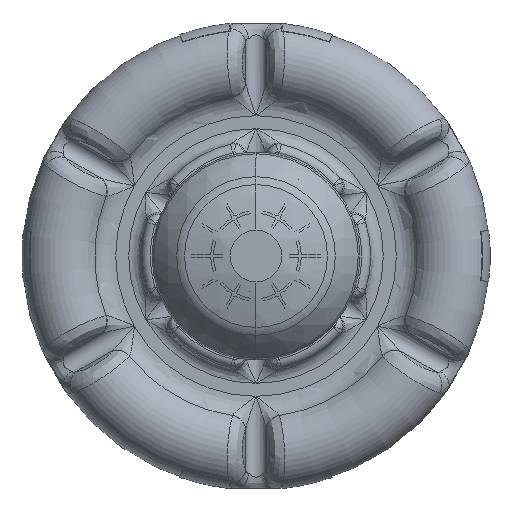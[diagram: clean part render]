
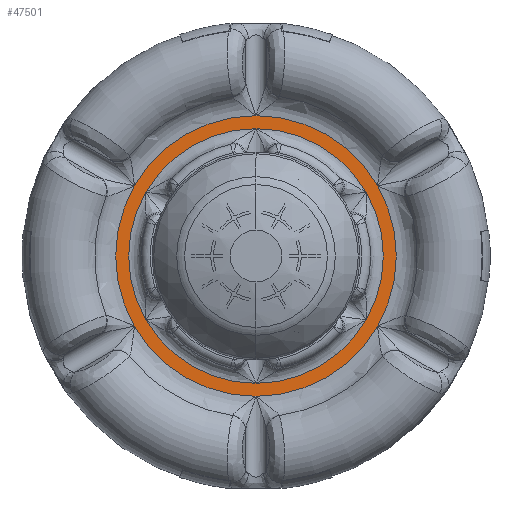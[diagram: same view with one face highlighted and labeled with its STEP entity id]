
A CAD part, front view. The second image highlights one B-rep face of the part: STEP entity #47501.
In plain terms, the highlighted planar face has unit normal (0, -1, 0).
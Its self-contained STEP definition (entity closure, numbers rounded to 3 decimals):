
#465 = EDGE_CURVE ( 'NONE', #49828, #35517, #9082, .T. ) ;
#523 = DIRECTION ( 'NONE',  ( 0., 0., 1. ) ) ;
#1442 = CARTESIAN_POINT ( 'NONE',  ( 0., 19.228, 137.16 ) ) ;
#1965 = CARTESIAN_POINT ( 'NONE',  ( 0., 19.228, 124.46 ) ) ;
#3235 = CARTESIAN_POINT ( 'NONE',  ( 118.784, 19.228, 68.58 ) ) ;
#3310 = DIRECTION ( 'NONE',  ( 0.866, 0., 0.5 ) ) ;
#3375 = VERTEX_POINT ( 'NONE', #23876 ) ;
#3587 = EDGE_CURVE ( 'NONE', #35517, #59388, #65289, .T. ) ;
#3635 = DIRECTION ( 'NONE',  ( 0., -1., 0. ) ) ;
#5835 = CARTESIAN_POINT ( 'NONE',  ( 0., 19.228, 0. ) ) ;
#6951 = CARTESIAN_POINT ( 'NONE',  ( 107.786, 19.228, 62.23 ) ) ;
#7341 = DIRECTION ( 'NONE',  ( 0., -1., 0. ) ) ;
#7988 = DIRECTION ( 'NONE',  ( 0., -1., 0. ) ) ;
#8178 = EDGE_CURVE ( 'NONE', #19091, #31193, #32935, .T. ) ;
#9082 = CIRCLE ( 'NONE', #52624, 137.16 ) ;
#9931 = AXIS2_PLACEMENT_3D ( 'NONE', #29579, #29907, #48874 ) ;
#9949 = CARTESIAN_POINT ( 'NONE',  ( 0., 19.228, 0. ) ) ;
#11027 = VERTEX_POINT ( 'NONE', #25152 ) ;
#11196 = VERTEX_POINT ( 'NONE', #52721 ) ;
#11330 = EDGE_CURVE ( 'NONE', #37960, #11027, #46274, .T. ) ;
#11873 = VERTEX_POINT ( 'NONE', #29138 ) ;
#12257 = EDGE_LOOP ( 'NONE', ( #34122, #14042, #54989, #20475, #42489, #49240 ) ) ;
#14042 = ORIENTED_EDGE ( 'NONE', *, *, #8178, .T. ) ;
#15335 = AXIS2_PLACEMENT_3D ( 'NONE', #17623, #7341, #32922 ) ;
#15659 = DIRECTION ( 'NONE',  ( 0., -1., 0. ) ) ;
#16004 = DIRECTION ( 'NONE',  ( 0., -1., 0. ) ) ;
#16007 = CARTESIAN_POINT ( 'NONE',  ( 0., 19.228, 0. ) ) ;
#16582 = CARTESIAN_POINT ( 'NONE',  ( 118.784, 19.228, -68.58 ) ) ;
#17623 = CARTESIAN_POINT ( 'NONE',  ( 0., 19.228, 0. ) ) ;
#17782 = CARTESIAN_POINT ( 'NONE',  ( 0., 19.228, -137.16 ) ) ;
#18603 = CARTESIAN_POINT ( 'NONE',  ( 0., 19.228, 0. ) ) ;
#19091 = VERTEX_POINT ( 'NONE', #1442 ) ;
#19366 = DIRECTION ( 'NONE',  ( 0., 0., -1. ) ) ;
#19785 = DIRECTION ( 'NONE',  ( 0.866, 0., 0.5 ) ) ;
#20475 = ORIENTED_EDGE ( 'NONE', *, *, #59056, .T. ) ;
#21966 = ORIENTED_EDGE ( 'NONE', *, *, #59049, .F. ) ;
#22353 = AXIS2_PLACEMENT_3D ( 'NONE', #51845, #36561, #47519 ) ;
#22755 = CIRCLE ( 'NONE', #15335, 137.16 ) ;
#23077 = CIRCLE ( 'NONE', #63409, 124.46 ) ;
#23567 = EDGE_LOOP ( 'NONE', ( #60460, #47176, #55928, #21966, #45881, #31251 ) ) ;
#23739 = AXIS2_PLACEMENT_3D ( 'NONE', #44638, #45286, #19366 ) ;
#23876 = CARTESIAN_POINT ( 'NONE',  ( -107.786, 19.228, -62.23 ) ) ;
#25152 = CARTESIAN_POINT ( 'NONE',  ( -107.786, 19.228, 62.23 ) ) ;
#25401 = VERTEX_POINT ( 'NONE', #6951 ) ;
#25838 = CIRCLE ( 'NONE', #9931, 137.16 ) ;
#25987 = FACE_BOUND ( 'NONE', #23567, .T. ) ;
#26052 = VERTEX_POINT ( 'NONE', #51927 ) ;
#26952 = CIRCLE ( 'NONE', #23739, 137.16 ) ;
#29138 = CARTESIAN_POINT ( 'NONE',  ( 0., 19.228, -124.46 ) ) ;
#29201 = CARTESIAN_POINT ( 'NONE',  ( 0., 19.228, 0. ) ) ;
#29579 = CARTESIAN_POINT ( 'NONE',  ( 0., 19.228, 0. ) ) ;
#29907 = DIRECTION ( 'NONE',  ( 0., -1., 0. ) ) ;
#30039 = CIRCLE ( 'NONE', #36420, 124.46 ) ;
#30065 = CARTESIAN_POINT ( 'NONE',  ( 0., 19.228, 0. ) ) ;
#31193 = VERTEX_POINT ( 'NONE', #57586 ) ;
#31251 = ORIENTED_EDGE ( 'NONE', *, *, #42766, .F. ) ;
#31417 = DIRECTION ( 'NONE',  ( 0., -1., 0. ) ) ;
#31437 = AXIS2_PLACEMENT_3D ( 'NONE', #35927, #15659, #40574 ) ;
#32922 = DIRECTION ( 'NONE',  ( 0.866, 0., -0.5 ) ) ;
#32935 = CIRCLE ( 'NONE', #22353, 137.16 ) ;
#34122 = ORIENTED_EDGE ( 'NONE', *, *, #64608, .T. ) ;
#34749 = EDGE_CURVE ( 'NONE', #26052, #25401, #54483, .T. ) ;
#35517 = VERTEX_POINT ( 'NONE', #16582 ) ;
#35927 = CARTESIAN_POINT ( 'NONE',  ( 0., 19.228, 0. ) ) ;
#36268 = DIRECTION ( 'NONE',  ( 0., 0., -1. ) ) ;
#36379 = DIRECTION ( 'NONE',  ( 0.866, 0., -0.5 ) ) ;
#36420 = AXIS2_PLACEMENT_3D ( 'NONE', #30065, #41350, #36379 ) ;
#36561 = DIRECTION ( 'NONE',  ( 0., -1., 0. ) ) ;
#37532 = DIRECTION ( 'NONE',  ( 0., -1., 0. ) ) ;
#37960 = VERTEX_POINT ( 'NONE', #1965 ) ;
#38153 = CIRCLE ( 'NONE', #64654, 124.46 ) ;
#38653 = AXIS2_PLACEMENT_3D ( 'NONE', #46378, #31417, #523 ) ;
#38957 = EDGE_CURVE ( 'NONE', #25401, #37960, #23077, .T. ) ;
#40574 = DIRECTION ( 'NONE',  ( 0., 0., -1. ) ) ;
#40752 = AXIS2_PLACEMENT_3D ( 'NONE', #18603, #7988, #3310 ) ;
#41243 = PLANE ( 'NONE',  #50957 ) ;
#41350 = DIRECTION ( 'NONE',  ( 0., -1., 0. ) ) ;
#41369 = DIRECTION ( 'NONE',  ( 0., -1., 0. ) ) ;
#42489 = ORIENTED_EDGE ( 'NONE', *, *, #465, .T. ) ;
#42766 = EDGE_CURVE ( 'NONE', #11027, #3375, #38153, .T. ) ;
#44176 = DIRECTION ( 'NONE',  ( 0., 0., 1. ) ) ;
#44638 = CARTESIAN_POINT ( 'NONE',  ( 0., 19.228, 0. ) ) ;
#44855 = DIRECTION ( 'NONE',  ( 0., -1., 0. ) ) ;
#45286 = DIRECTION ( 'NONE',  ( 0., -1., 0. ) ) ;
#45881 = ORIENTED_EDGE ( 'NONE', *, *, #63324, .F. ) ;
#46256 = FACE_OUTER_BOUND ( 'NONE', #12257, .T. ) ;
#46274 = CIRCLE ( 'NONE', #31437, 124.46 ) ;
#46378 = CARTESIAN_POINT ( 'NONE',  ( 0., 19.228, 0. ) ) ;
#47176 = ORIENTED_EDGE ( 'NONE', *, *, #38957, .F. ) ;
#47501 = ADVANCED_FACE ( 'NONE', ( #25987, #46256 ), #41243, .T. ) ;
#47519 = DIRECTION ( 'NONE',  ( 0., 0., -1. ) ) ;
#48874 = DIRECTION ( 'NONE',  ( -0.866, 0., 0.5 ) ) ;
#49240 = ORIENTED_EDGE ( 'NONE', *, *, #3587, .T. ) ;
#49828 = VERTEX_POINT ( 'NONE', #17782 ) ;
#50957 = AXIS2_PLACEMENT_3D ( 'NONE', #61529, #16004, #36268 ) ;
#51845 = CARTESIAN_POINT ( 'NONE',  ( 0., 19.228, 0. ) ) ;
#51927 = CARTESIAN_POINT ( 'NONE',  ( 107.786, 19.228, -62.23 ) ) ;
#52624 = AXIS2_PLACEMENT_3D ( 'NONE', #5835, #41369, #19785 ) ;
#52721 = CARTESIAN_POINT ( 'NONE',  ( -118.784, 19.228, -68.58 ) ) ;
#54483 = CIRCLE ( 'NONE', #63013, 124.46 ) ;
#54989 = ORIENTED_EDGE ( 'NONE', *, *, #64354, .T. ) ;
#55491 = DIRECTION ( 'NONE',  ( -0.866, 0., 0.5 ) ) ;
#55928 = ORIENTED_EDGE ( 'NONE', *, *, #34749, .F. ) ;
#57586 = CARTESIAN_POINT ( 'NONE',  ( -118.784, 19.228, 68.58 ) ) ;
#57822 = DIRECTION ( 'NONE',  ( 0., 0., -1. ) ) ;
#59049 = EDGE_CURVE ( 'NONE', #11873, #26052, #60984, .T. ) ;
#59056 = EDGE_CURVE ( 'NONE', #11196, #49828, #22755, .T. ) ;
#59388 = VERTEX_POINT ( 'NONE', #3235 ) ;
#60460 = ORIENTED_EDGE ( 'NONE', *, *, #11330, .F. ) ;
#60984 = CIRCLE ( 'NONE', #40752, 124.46 ) ;
#61529 = CARTESIAN_POINT ( 'NONE',  ( -124.46, 19.228, 0. ) ) ;
#63013 = AXIS2_PLACEMENT_3D ( 'NONE', #29201, #3635, #44176 ) ;
#63324 = EDGE_CURVE ( 'NONE', #3375, #11873, #30039, .T. ) ;
#63409 = AXIS2_PLACEMENT_3D ( 'NONE', #9949, #44855, #55491 ) ;
#64354 = EDGE_CURVE ( 'NONE', #31193, #11196, #26952, .T. ) ;
#64608 = EDGE_CURVE ( 'NONE', #59388, #19091, #25838, .T. ) ;
#64654 = AXIS2_PLACEMENT_3D ( 'NONE', #16007, #37532, #57822 ) ;
#65289 = CIRCLE ( 'NONE', #38653, 137.16 ) ;
